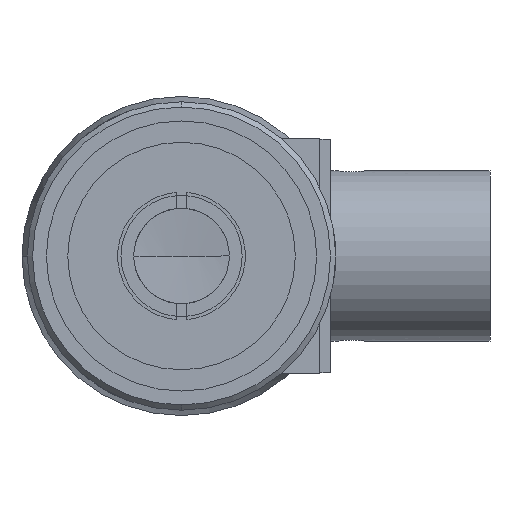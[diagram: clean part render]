
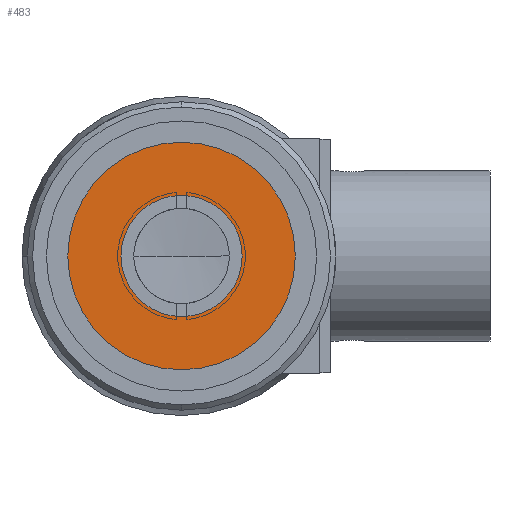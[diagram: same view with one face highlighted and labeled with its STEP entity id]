
A CAD part, front view. The second image highlights one B-rep face of the part: STEP entity #483.
In plain terms, the highlighted planar face has unit normal (0, -1, 0).
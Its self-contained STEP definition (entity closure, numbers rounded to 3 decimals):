
#48 = EDGE_CURVE ( 'NONE', #1941, #1031, #2249, .T. ) ;
#173 = DIRECTION ( 'NONE',  ( 0., 1., 0. ) ) ;
#199 = DIRECTION ( 'NONE',  ( 0., 1., 0. ) ) ;
#213 = EDGE_LOOP ( 'NONE', ( #282, #977 ) ) ;
#282 = ORIENTED_EDGE ( 'NONE', *, *, #897, .T. ) ;
#313 = AXIS2_PLACEMENT_3D ( 'NONE', #799, #3389, #1872 ) ;
#398 = DIRECTION ( 'NONE',  ( 0., 1., 0. ) ) ;
#483 = ADVANCED_FACE ( 'NONE', ( #2447, #683 ), #493, .T. ) ;
#493 = PLANE ( 'NONE',  #313 ) ;
#683 = FACE_OUTER_BOUND ( 'NONE', #3105, .T. ) ;
#693 = AXIS2_PLACEMENT_3D ( 'NONE', #2854, #199, #4108 ) ;
#741 = CIRCLE ( 'NONE', #2682, 5.7 ) ;
#799 = CARTESIAN_POINT ( 'NONE',  ( -11.5, -99.36, 0. ) ) ;
#897 = EDGE_CURVE ( 'NONE', #2268, #2211, #741, .T. ) ;
#915 = AXIS2_PLACEMENT_3D ( 'NONE', #4061, #173, #1383 ) ;
#977 = ORIENTED_EDGE ( 'NONE', *, *, #1576, .T. ) ;
#1024 = DIRECTION ( 'NONE',  ( 0., 1., 0. ) ) ;
#1031 = VERTEX_POINT ( 'NONE', #3512 ) ;
#1132 = CARTESIAN_POINT ( 'NONE',  ( 0., -99.36, 11.5 ) ) ;
#1334 = CARTESIAN_POINT ( 'NONE',  ( 0., -99.36, 0. ) ) ;
#1383 = DIRECTION ( 'NONE',  ( 0., 0., 1. ) ) ;
#1535 = AXIS2_PLACEMENT_3D ( 'NONE', #1334, #1024, #3974 ) ;
#1576 = EDGE_CURVE ( 'NONE', #2211, #2268, #2290, .T. ) ;
#1731 = CIRCLE ( 'NONE', #1535, 11.5 ) ;
#1872 = DIRECTION ( 'NONE',  ( 0., 0., -1. ) ) ;
#1941 = VERTEX_POINT ( 'NONE', #1132 ) ;
#2124 = CARTESIAN_POINT ( 'NONE',  ( 0., -99.36, -5.7 ) ) ;
#2211 = VERTEX_POINT ( 'NONE', #2124 ) ;
#2249 = CIRCLE ( 'NONE', #693, 11.5 ) ;
#2265 = EDGE_CURVE ( 'NONE', #1031, #1941, #1731, .T. ) ;
#2268 = VERTEX_POINT ( 'NONE', #2416 ) ;
#2290 = CIRCLE ( 'NONE', #915, 5.7 ) ;
#2416 = CARTESIAN_POINT ( 'NONE',  ( 0., -99.36, 5.7 ) ) ;
#2447 = FACE_BOUND ( 'NONE', #213, .T. ) ;
#2682 = AXIS2_PLACEMENT_3D ( 'NONE', #3260, #398, #3600 ) ;
#2684 = ORIENTED_EDGE ( 'NONE', *, *, #2265, .F. ) ;
#2854 = CARTESIAN_POINT ( 'NONE',  ( 0., -99.36, 0. ) ) ;
#2869 = ORIENTED_EDGE ( 'NONE', *, *, #48, .F. ) ;
#3105 = EDGE_LOOP ( 'NONE', ( #2869, #2684 ) ) ;
#3260 = CARTESIAN_POINT ( 'NONE',  ( 0., -99.36, 0. ) ) ;
#3389 = DIRECTION ( 'NONE',  ( 0., -1., 0. ) ) ;
#3512 = CARTESIAN_POINT ( 'NONE',  ( 0., -99.36, -11.5 ) ) ;
#3600 = DIRECTION ( 'NONE',  ( 0., 0., 1. ) ) ;
#3974 = DIRECTION ( 'NONE',  ( 0., 0., 1. ) ) ;
#4061 = CARTESIAN_POINT ( 'NONE',  ( 0., -99.36, 0. ) ) ;
#4108 = DIRECTION ( 'NONE',  ( 0., 0., 1. ) ) ;
